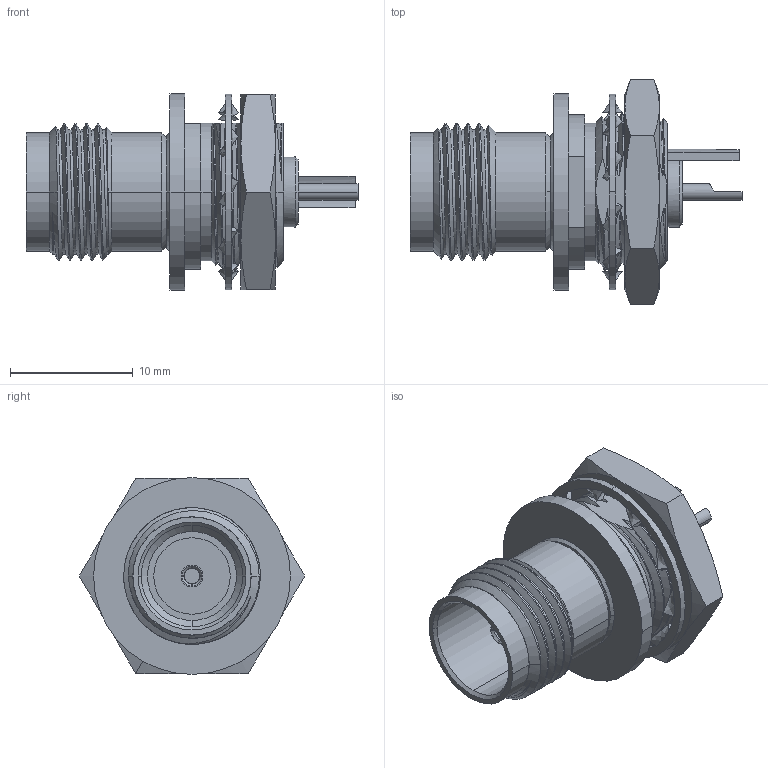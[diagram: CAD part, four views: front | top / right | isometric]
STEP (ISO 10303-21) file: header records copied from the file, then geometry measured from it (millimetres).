
FILE_DESCRIPTION (( 'STEP AP203' ), '1' );
FILE_NAME ('PE44181.step', '2018-06-04T16:40:22', ( '' ), ( '' ), 'SwSTEP 2.0', 'SolidWorks 2017', '' );
FILE_SCHEMA (( 'CONFIG_CONTROL_DESIGN' ));
Length unit declared in the file: inch
Products named in the file (1): PE44181
Bounding box: 27 x 18.33 x 16 mm (x, y, z)
Volume: 1855.9 mm3; surface area: 2635.1 mm2
Topology: 3 solids, 4 shells, 266 faces, 756 edges, 510 vertices
Faces by surface type: cylinder 90, bspline 69, plane 66, cone 41
Entity records: 17683 total; most frequent: CARTESIAN_POINT 11350, ORIENTED_EDGE 1512, DIRECTION 1057, EDGE_CURVE 756, VERTEX_POINT 510, AXIS2_PLACEMENT_3D 394, EDGE_LOOP 288, LINE 269
